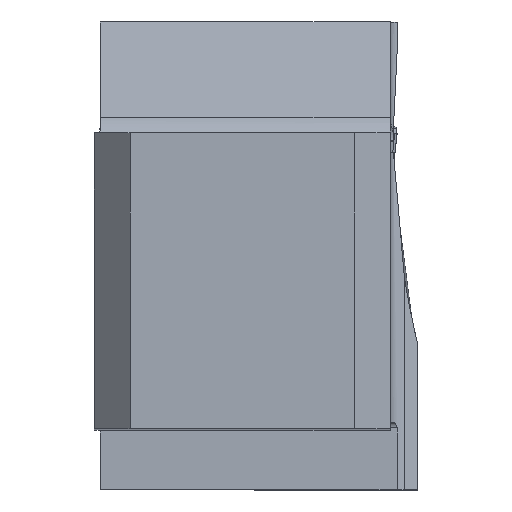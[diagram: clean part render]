
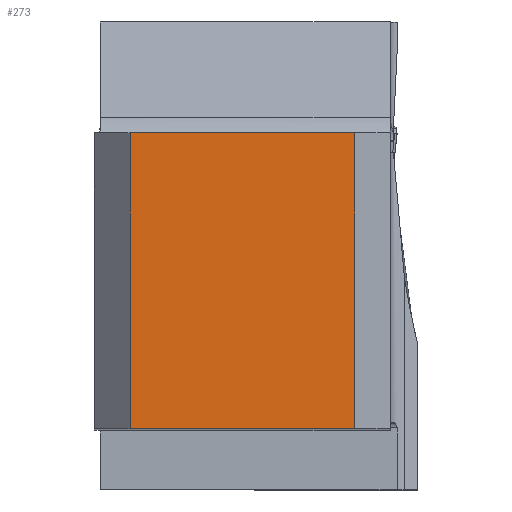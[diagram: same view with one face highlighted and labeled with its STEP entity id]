
A CAD part, top view. The second image highlights one B-rep face of the part: STEP entity #273.
In plain terms, the highlighted planar face has unit normal (0, 0, 1).
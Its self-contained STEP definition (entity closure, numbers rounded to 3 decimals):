
#273=ADVANCED_FACE('CU_BACK_SU1',(#451),#384,.F.);
#384=PLANE('',#2333);
#451=FACE_OUTER_BOUND('',#571,.T.);
#571=EDGE_LOOP('',(#896,#897,#898,#899));
#896=ORIENTED_EDGE('',*,*,#1698,.F.);
#897=ORIENTED_EDGE('',*,*,#1658,.F.);
#898=ORIENTED_EDGE('',*,*,#1699,.T.);
#899=ORIENTED_EDGE('',*,*,#1694,.T.);
#1442=VERTEX_POINT('',#3188);
#1443=VERTEX_POINT('',#3190);
#1462=VERTEX_POINT('',#3295);
#1463=VERTEX_POINT('',#3297);
#1658=EDGE_CURVE('',#1442,#1443,#1943,.T.);
#1694=EDGE_CURVE('',#1463,#1462,#1967,.T.);
#1698=EDGE_CURVE('',#1443,#1462,#1970,.T.);
#1699=EDGE_CURVE('',#1442,#1463,#1971,.T.);
#1943=LINE('',#3189,#2104);
#1967=LINE('',#3296,#2128);
#1970=LINE('',#3303,#2131);
#1971=LINE('',#3304,#2132);
#2104=VECTOR('',#2561,1.);
#2128=VECTOR('',#2623,1.);
#2131=VECTOR('',#2630,1.);
#2132=VECTOR('',#2631,1.);
#2333=AXIS2_PLACEMENT_3D('',#3305,#2632,#2633);
#2561=DIRECTION('',(1.,0.,0.));
#2623=DIRECTION('',(1.,0.,0.));
#2630=DIRECTION('',(0.,-1.,0.));
#2631=DIRECTION('',(0.,-1.,0.));
#2632=DIRECTION('',(0.,0.,-1.));
#2633=DIRECTION('',(1.,0.,0.));
#3188=CARTESIAN_POINT('',(3.,24.925,0.));
#3189=CARTESIAN_POINT('',(110.,24.925,0.));
#3190=CARTESIAN_POINT('',(21.925,24.925,0.));
#3295=CARTESIAN_POINT('',(21.925,0.,0.));
#3296=CARTESIAN_POINT('',(110.,0.,0.));
#3297=CARTESIAN_POINT('',(3.,0.,0.));
#3303=CARTESIAN_POINT('',(21.925,0.,0.));
#3304=CARTESIAN_POINT('',(3.,0.,0.));
#3305=CARTESIAN_POINT('',(-23.246,44.925,0.));
